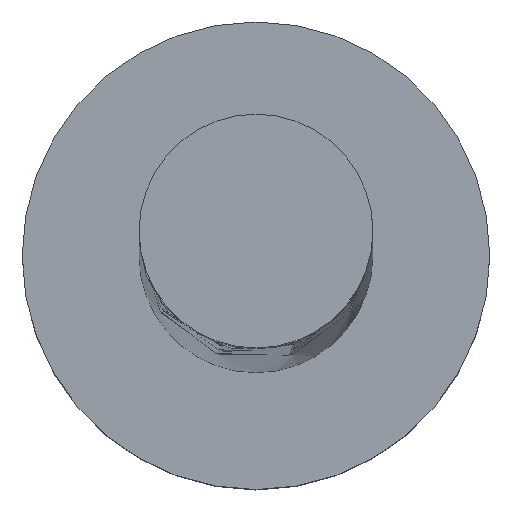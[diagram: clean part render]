
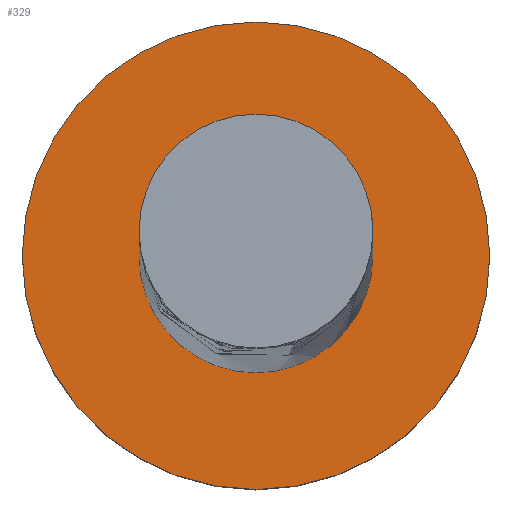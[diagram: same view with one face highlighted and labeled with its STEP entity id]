
A CAD part, top view. The second image highlights one B-rep face of the part: STEP entity #329.
In plain terms, the highlighted planar face has unit normal (0, 0, 1).
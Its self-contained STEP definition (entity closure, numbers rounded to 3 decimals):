
#5 = DIRECTION ( 'NONE',  ( 1., 0., 0. ) ) ;
#16 = DIRECTION ( 'NONE',  ( 1., 0., 0. ) ) ;
#48 = EDGE_CURVE ( 'NONE', #1031, #288, #1270, .T. ) ;
#138 = DIRECTION ( 'NONE',  ( 0., 0., 1. ) ) ;
#171 = DIRECTION ( 'NONE',  ( 0., 0., 1. ) ) ;
#288 = VERTEX_POINT ( 'NONE', #1487 ) ;
#291 = CARTESIAN_POINT ( 'NONE',  ( 1.5, 0., 3. ) ) ;
#329 = ADVANCED_FACE ( 'NONE', ( #345, #854 ), #1348, .T. ) ;
#337 = ORIENTED_EDGE ( 'NONE', *, *, #564, .T. ) ;
#345 = FACE_BOUND ( 'NONE', #674, .T. ) ;
#376 = ORIENTED_EDGE ( 'NONE', *, *, #1085, .T. ) ;
#384 = CARTESIAN_POINT ( 'NONE',  ( 0., 0., 3. ) ) ;
#511 = AXIS2_PLACEMENT_3D ( 'NONE', #734, #1022, #16 ) ;
#523 = CARTESIAN_POINT ( 'NONE',  ( 0., 0., 3. ) ) ;
#537 = DIRECTION ( 'NONE',  ( 0., 0., 1. ) ) ;
#556 = VERTEX_POINT ( 'NONE', #1017 ) ;
#564 = EDGE_CURVE ( 'NONE', #1063, #556, #852, .T. ) ;
#568 = CIRCLE ( 'NONE', #591, 3. ) ;
#591 = AXIS2_PLACEMENT_3D ( 'NONE', #764, #138, #5 ) ;
#660 = DIRECTION ( 'NONE',  ( 1., 0., 0. ) ) ;
#674 = EDGE_LOOP ( 'NONE', ( #901, #756 ) ) ;
#681 = DIRECTION ( 'NONE',  ( 1., 0., 0. ) ) ;
#734 = CARTESIAN_POINT ( 'NONE',  ( 0., 0., 3. ) ) ;
#756 = ORIENTED_EDGE ( 'NONE', *, *, #48, .F. ) ;
#764 = CARTESIAN_POINT ( 'NONE',  ( 0., 0., 3. ) ) ;
#772 = CARTESIAN_POINT ( 'NONE',  ( 3., 0., 3. ) ) ;
#828 = AXIS2_PLACEMENT_3D ( 'NONE', #523, #171, #681 ) ;
#852 = CIRCLE ( 'NONE', #1062, 3. ) ;
#854 = FACE_OUTER_BOUND ( 'NONE', #1167, .T. ) ;
#894 = DIRECTION ( 'NONE',  ( 1., 0., 0. ) ) ;
#901 = ORIENTED_EDGE ( 'NONE', *, *, #1173, .F. ) ;
#908 = CARTESIAN_POINT ( 'NONE',  ( 0., 0., 3. ) ) ;
#1010 = DIRECTION ( 'NONE',  ( 0., 0., 1. ) ) ;
#1017 = CARTESIAN_POINT ( 'NONE',  ( -3., 0., 3. ) ) ;
#1022 = DIRECTION ( 'NONE',  ( 0., 0., 1. ) ) ;
#1031 = VERTEX_POINT ( 'NONE', #291 ) ;
#1062 = AXIS2_PLACEMENT_3D ( 'NONE', #908, #1010, #660 ) ;
#1063 = VERTEX_POINT ( 'NONE', #772 ) ;
#1085 = EDGE_CURVE ( 'NONE', #556, #1063, #568, .T. ) ;
#1167 = EDGE_LOOP ( 'NONE', ( #376, #337 ) ) ;
#1173 = EDGE_CURVE ( 'NONE', #288, #1031, #1261, .T. ) ;
#1261 = CIRCLE ( 'NONE', #1335, 1.5 ) ;
#1270 = CIRCLE ( 'NONE', #828, 1.5 ) ;
#1335 = AXIS2_PLACEMENT_3D ( 'NONE', #384, #537, #894 ) ;
#1348 = PLANE ( 'NONE',  #511 ) ;
#1487 = CARTESIAN_POINT ( 'NONE',  ( -1.5, 0., 3. ) ) ;
